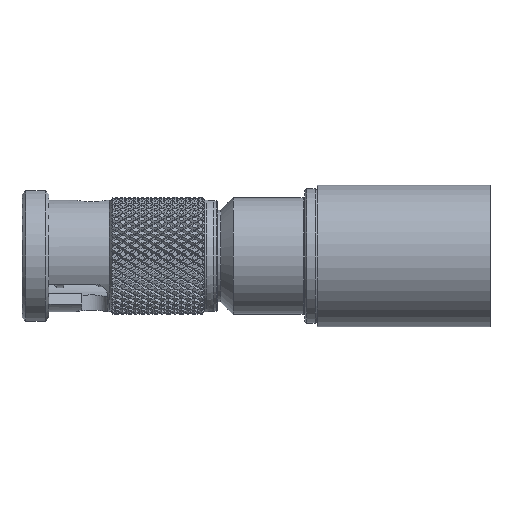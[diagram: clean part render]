
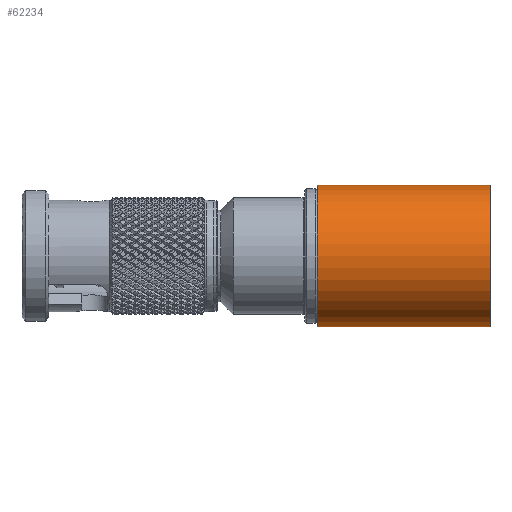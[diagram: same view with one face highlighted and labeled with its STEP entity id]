
A CAD part, front view. The second image highlights one B-rep face of the part: STEP entity #62234.
In plain terms, the highlighted cylindrical face has radius 4.089 mm (diameter 8.179 mm), a full revolution.
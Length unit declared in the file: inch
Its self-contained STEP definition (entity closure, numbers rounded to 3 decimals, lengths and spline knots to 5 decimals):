
#461 = DIRECTION ( 'NONE',  ( 1., 0., 0. ) ) ;
#9606 = ORIENTED_EDGE ( 'NONE', *, *, #67641, .F. ) ;
#11213 = FACE_OUTER_BOUND ( 'NONE', #22609, .T. ) ;
#22609 = EDGE_LOOP ( 'NONE', ( #78961 ) ) ;
#26005 = VERTEX_POINT ( 'NONE', #109783 ) ;
#31720 = VERTEX_POINT ( 'NONE', #97845 ) ;
#36119 = CIRCLE ( 'NONE', #51792, 0.161 ) ;
#38169 = DIRECTION ( 'NONE',  ( 1., 0., 0. ) ) ;
#41539 = CARTESIAN_POINT ( 'NONE',  ( 1.0654, 0., 0. ) ) ;
#51792 = AXIS2_PLACEMENT_3D ( 'NONE', #80409, #38169, #123381 ) ;
#62234 = ADVANCED_FACE ( 'NONE', ( #73215, #11213 ), #73907, .T. ) ;
#67365 = DIRECTION ( 'NONE',  ( 0., 0., -1. ) ) ;
#67641 = EDGE_CURVE ( 'NONE', #31720, #31720, #36119, .T. ) ;
#73215 = FACE_OUTER_BOUND ( 'NONE', #101435, .T. ) ;
#73907 = CYLINDRICAL_SURFACE ( 'NONE', #131395, 0.161 ) ;
#77896 = CARTESIAN_POINT ( 'NONE',  ( 0.6717, 0., 0. ) ) ;
#78961 = ORIENTED_EDGE ( 'NONE', *, *, #138095, .T. ) ;
#80409 = CARTESIAN_POINT ( 'NONE',  ( 1.0654, 0., 0. ) ) ;
#85164 = DIRECTION ( 'NONE',  ( -1., 0., 0. ) ) ;
#95976 = CIRCLE ( 'NONE', #107179, 0.161 ) ;
#97845 = CARTESIAN_POINT ( 'NONE',  ( 1.0654, 0., -0.161 ) ) ;
#101435 = EDGE_LOOP ( 'NONE', ( #9606 ) ) ;
#107179 = AXIS2_PLACEMENT_3D ( 'NONE', #77896, #461, #67365 ) ;
#107655 = DIRECTION ( 'NONE',  ( 0., 0., 1. ) ) ;
#109783 = CARTESIAN_POINT ( 'NONE',  ( 0.6717, 0., -0.161 ) ) ;
#123381 = DIRECTION ( 'NONE',  ( 0., 0., -1. ) ) ;
#131395 = AXIS2_PLACEMENT_3D ( 'NONE', #41539, #85164, #107655 ) ;
#138095 = EDGE_CURVE ( 'NONE', #26005, #26005, #95976, .T. ) ;
